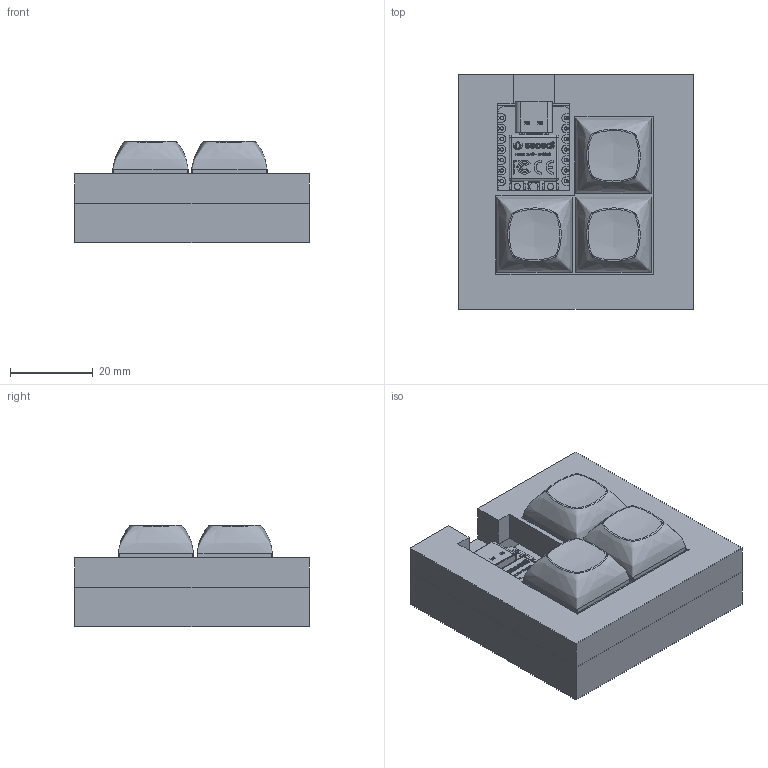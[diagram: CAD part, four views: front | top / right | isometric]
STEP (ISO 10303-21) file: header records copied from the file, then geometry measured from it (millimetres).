
FILE_DESCRIPTION(/* description */ ('STEP AP242','CAx-IF Rec.Pracs.---Representation and Presentation of Product Manufacturing Information (PMI)---4.0---2014-10-13','CAx-IF Rec.Pracs.---3D Tessellated Geometry---0.4---2014-09-14','2;1'),/* implementation_level */ '2;1');
FILE_NAME(/* name */ '67b60e09ad04f9184fbb866a',/* time_stamp */ '2025-02-19T16:59:56Z',/* author */ (''),/* organization */ (''),/* preprocessor_version */ 'ST-DEVELOPER v20',/* originating_system */ 'ONSHAPE BY PTC INC, 1.193',/* authorisation */ ' ');
FILE_SCHEMA (('AP242_MANAGED_MODEL_BASED_3D_ENGINEERING_MIM_LF { 1 0 10303 442 1 1 4 }'));
Products named in the file (102): pcb; type-c v2; Seeed Studio XIAO RP2040 v26; main; DSA V4 1x1 v4; Part 2; smd_button v3; Shell; _autosave-macropad_PCB; smd_button v3(Mirror); Part 1; DSA V4 1x1 v4 <2>; MX Mount v1; DIN; VDD; VSS; cherry mx v28 <3>; Component1; Component2; DSA V4 1x1 v4 <1>; DOUT; cherry mx v28 <1>; cherry mx v28 <2>
Assembly tree (120 placements, depth 3):
  pcb
    type-c v2
    Seeed Studio XIAO RP2040 v26
    main
    type-c v2
    Seeed Studio XIAO RP2040 v26
    Seeed Studio XIAO RP2040 v26
    Seeed Studio XIAO RP2040 v26
    DSA V4 1x1 v4
    main
    Seeed Studio XIAO RP2040 v26
    Seeed Studio XIAO RP2040 v26
    main
    Part 2
    Seeed Studio XIAO RP2040 v26
    type-c v2
    smd_button v3
    main
    Seeed Studio XIAO RP2040 v26
    Shell
    Seeed Studio XIAO RP2040 v26
    Seeed Studio XIAO RP2040 v26
    type-c v2
    main
    main
    main
    Seeed Studio XIAO RP2040 v26
    Seeed Studio XIAO RP2040 v26
    Seeed Studio XIAO RP2040 v26
    type-c v2
    main
    Seeed Studio XIAO RP2040 v26
    _autosave-macropad_PCB
    Seeed Studio XIAO RP2040 v26
    Seeed Studio XIAO RP2040 v26
    type-c v2
    Seeed Studio XIAO RP2040 v26
    type-c v2
    main
    Seeed Studio XIAO RP2040 v26
    Seeed Studio XIAO RP2040 v26
    Seeed Studio XIAO RP2040 v26
    Seeed Studio XIAO RP2040 v26
    smd_button v3(Mirror)
    type-c v2
    Part 1
    Seeed Studio XIAO RP2040 v26
    DSA V4 1x1 v4 <2>
      MX Mount v1
      DSA V4 1x1 v4
    Seeed Studio XIAO RP2040 v26
    main
    Seeed Studio XIAO RP2040 v26
    type-c v2
    type-c v2
    Seeed Studio XIAO RP2040 v26
    Seeed Studio XIAO RP2040 v26
    type-c v2
    type-c v2
    Seeed Studio XIAO RP2040 v26
Bounding box: 56.65 x 56.65 x 24.54 mm (x, y, z)
Volume: 47119.5 mm3; surface area: 33336.2 mm2
Topology: 115 solids, 115 shells, 2282 faces, 5769 edges, 3783 vertices
Faces by surface type: plane 1543, cylinder 433, bspline 255, sphere 20, cone 19, torus 12
Full cylindrical faces by diameter (mm): 0.4 x1, 0.5 x2, 0.8 x14, 0.889 x14, 1.389 x14, 1.5 x8, 1.6 x6, 1.7 x6, 2 x7, 2.2 x6, 3.5 x8, 3.85 x3, 4 x3, 4.5 x3, 5.6 x5
Entity records: 62472 total; most frequent: CARTESIAN_POINT 13975, ORIENTED_EDGE 9440, DIRECTION 8480, EDGE_CURVE 4720, LINE 3340, VECTOR 3340, VERTEX_POINT 3169, AXIS2_PLACEMENT_3D 2570
